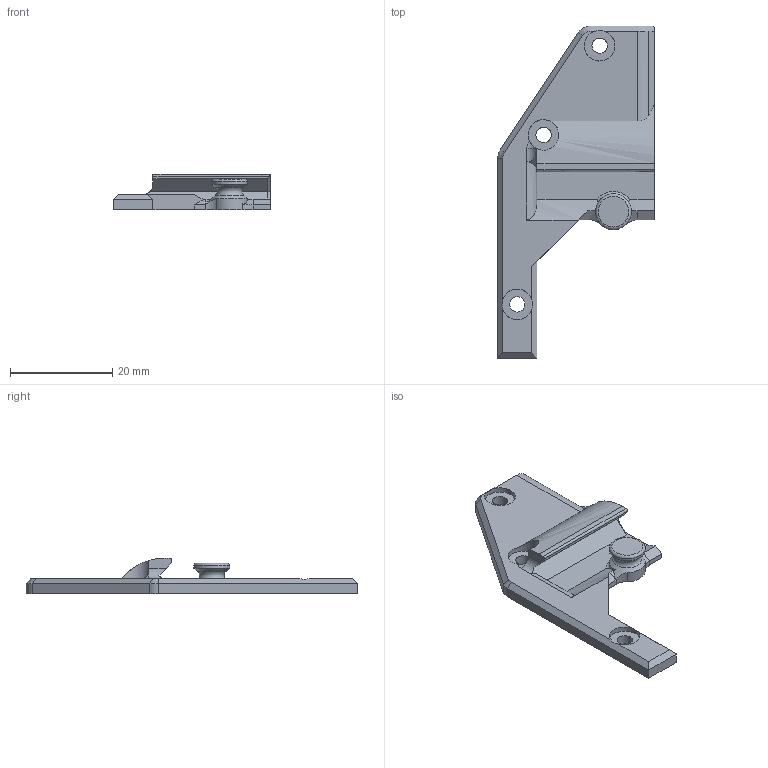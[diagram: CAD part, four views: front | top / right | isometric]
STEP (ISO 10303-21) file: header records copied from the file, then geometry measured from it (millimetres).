
FILE_DESCRIPTION(/* description */ (''),/* implementation_level */ '2;1');
FILE_NAME(/* name */ 'Afterburner wing 2 LGX.stp',/* time_stamp */ '2022-06-25T23:27:30+02:00',/* author */ ('Maarten'),/* organization */ (''),/* preprocessor_version */ 'ST-DEVELOPER v19',/* originating_system */ 'Autodesk Inventor 2023',/* authorisation */ '');
FILE_SCHEMA (('AUTOMOTIVE_DESIGN { 1 0 10303 214 3 1 1 }'));
Length unit declared in the file: millimetre
Products named in the file (1): Wing 1
Bounding box: 30.68 x 65 x 6.98 mm (x, y, z)
Volume: 3624.8 mm3; surface area: 3248.7 mm2
Topology: 1 solids, 1 shells, 64 faces, 175 edges, 112 vertices
Faces by surface type: plane 30, bspline 15, cylinder 12, cone 5, torus 2
Full cylindrical faces by diameter (mm): 3 x1, 6 x3, 7 x1
Entity records: 2362 total; most frequent: CARTESIAN_POINT 735, ORIENTED_EDGE 350, DIRECTION 310, EDGE_CURVE 175, VERTEX_POINT 113, AXIS2_PLACEMENT_3D 111, LINE 88, VECTOR 88
